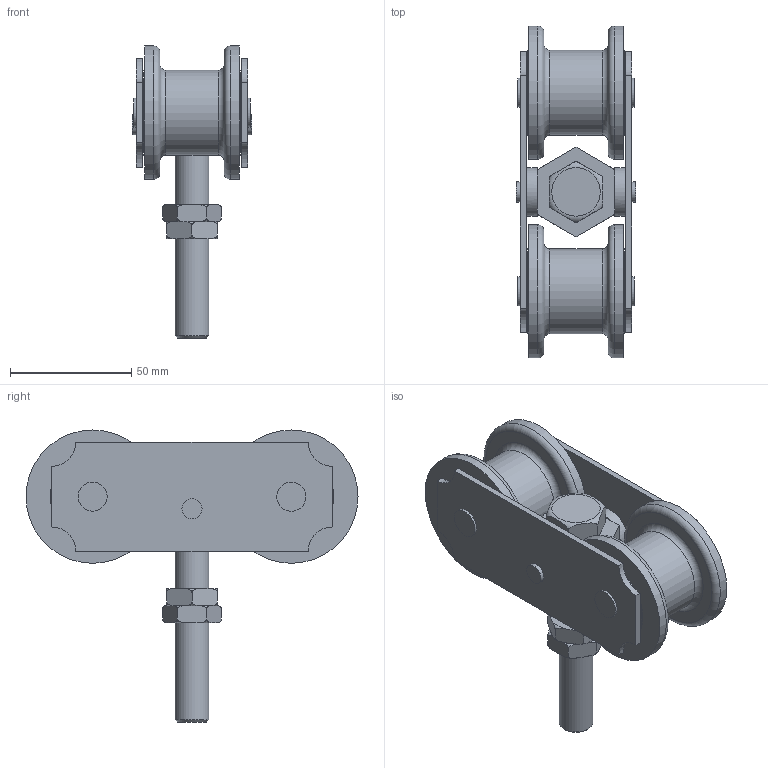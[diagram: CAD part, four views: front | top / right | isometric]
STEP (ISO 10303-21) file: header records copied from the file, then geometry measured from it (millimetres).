
FILE_DESCRIPTION(/* description */ (''),/* implementation_level */ '2;1');
FILE_NAME(/* name */ '0663.stp',/* time_stamp */ '2022-10-11T10:55:45+02:00',/* author */ ('Giuliano'),/* organization */ (''),/* preprocessor_version */ 'ST-DEVELOPER v18.1',/* originating_system */ 'Autodesk Inventor 2021',/* authorisation */ '');
FILE_SCHEMA (('AUTOMOTIVE_DESIGN { 1 0 10303 214 3 1 1 }'));
Length unit declared in the file: millimetre
Products named in the file (1): 0663
Bounding box: 49.2 x 137 x 120.5 mm (x, y, z)
Volume: 176592.5 mm3; surface area: 53605.3 mm2
Topology: 1 solids, 1 shells, 161 faces, 352 edges, 221 vertices
Faces by surface type: plane 90, torus 35, cylinder 34, cone 2
Full cylindrical faces by diameter (mm): 8.3 x2, 12 x4, 14 x2, 16 x4, 20 x3, 21 x1, 35 x6, 55 x4
Entity records: 4931 total; most frequent: CARTESIAN_POINT 1345, DIRECTION 766, ORIENTED_EDGE 704, EDGE_CURVE 352, AXIS2_PLACEMENT_3D 317, VERTEX_POINT 221, EDGE_LOOP 193, FACE_OUTER_BOUND 161
